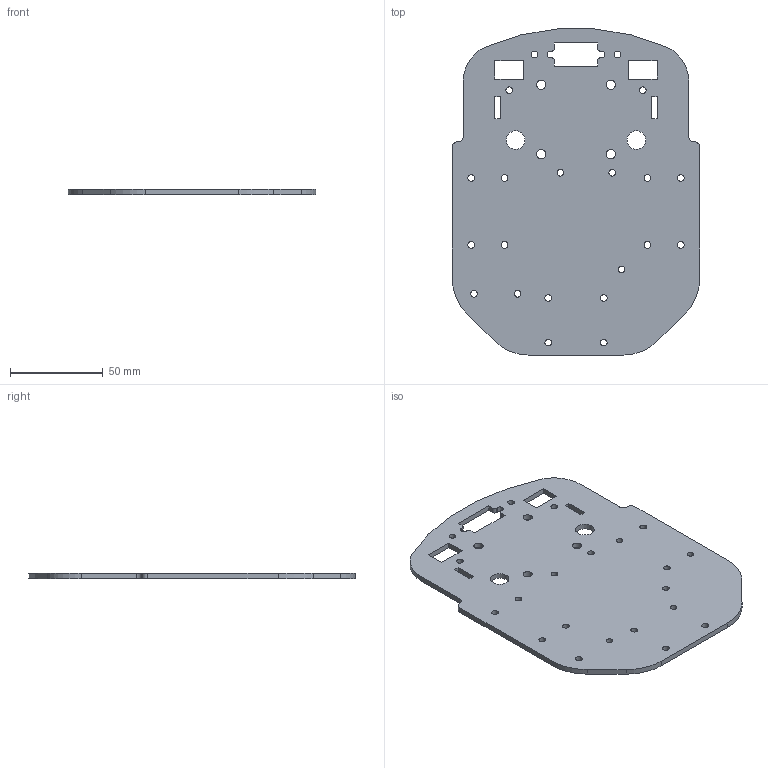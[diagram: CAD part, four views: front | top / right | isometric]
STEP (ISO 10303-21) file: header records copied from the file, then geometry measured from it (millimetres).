
FILE_DESCRIPTION(/* description */ ('STEP AP242','CAx-IF Rec.Pracs.---Representation and Presentation of Product Manufacturing Information (PMI)---4.0---2014-10-13','CAx-IF Rec.Pracs.---3D Tessellated Geometry---0.4---2014-09-14','2;1'),/* implementation_level */ '2;1');
FILE_NAME(/* name */ '66125ab41637ea41bce76e60',/* time_stamp */ '2024-04-07T08:35:01Z',/* author */ (''),/* organization */ (''),/* preprocessor_version */ 'ST-DEVELOPER v20',/* originating_system */ ' ',/* authorisation */ ' ');
FILE_SCHEMA (('AP242_MANAGED_MODEL_BASED_3D_ENGINEERING_MIM_LF { 1 0 10303 442 1 1 4 }'));
Length unit declared in the file: metre
Products named in the file (1): Part 1
Bounding box: 133.5 x 175.9 x 3 mm (x, y, z)
Volume: 59916.9 mm3; surface area: 43391.8 mm2
Topology: 1 solids, 1 shells, 79 faces, 231 edges, 154 vertices
Faces by surface type: cylinder 44, plane 35
Full cylindrical faces by diameter (mm): 3.6 x21, 5 x4, 10 x2
Entity records: 2668 total; most frequent: DIRECTION 452, CARTESIAN_POINT 438, ORIENTED_EDGE 408, EDGE_CURVE 204, EDGE_LOOP 170, FACE_BOUND 170, AXIS2_PLACEMENT_3D 168, VERTEX_POINT 154
